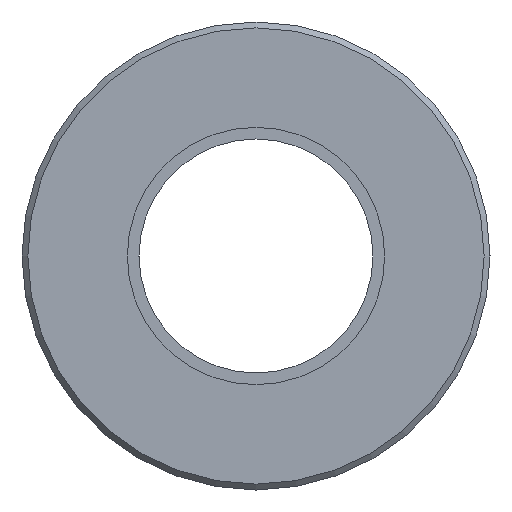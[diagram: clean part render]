
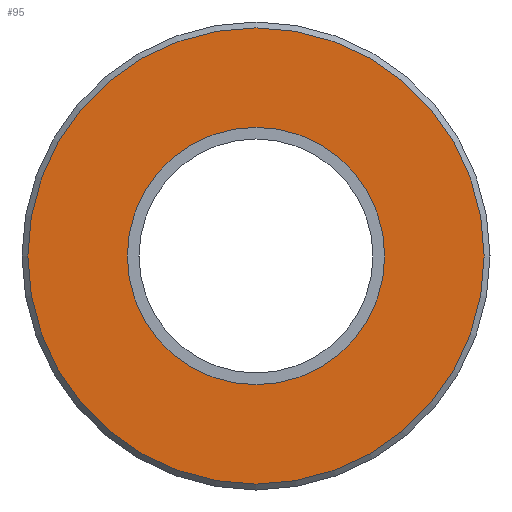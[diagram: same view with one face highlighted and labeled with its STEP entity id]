
A CAD part, left-side view. The second image highlights one B-rep face of the part: STEP entity #95.
In plain terms, the highlighted planar face has unit normal (-1, 0, 0).
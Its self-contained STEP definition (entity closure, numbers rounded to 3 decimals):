
#95 = ADVANCED_FACE( '', ( #196, #197 ), #198, .T. );
#196 = FACE_BOUND( '', #298, .T. );
#197 = FACE_OUTER_BOUND( '', #299, .T. );
#198 = PLANE( '', #300 );
#298 = EDGE_LOOP( '', ( #414 ) );
#299 = EDGE_LOOP( '', ( #415 ) );
#300 = AXIS2_PLACEMENT_3D( '', #416, #417, #418 );
#414 = ORIENTED_EDGE( '', *, *, #500, .T. );
#415 = ORIENTED_EDGE( '', *, *, #502, .F. );
#416 = CARTESIAN_POINT( '', ( 0., 7.8, 0. ) );
#417 = DIRECTION( '', ( -1., 0., 0. ) );
#418 = DIRECTION( '', ( 0., 0., 1. ) );
#500 = EDGE_CURVE( '', #563, #563, #564, .T. );
#502 = EDGE_CURVE( '', #566, #566, #567, .T. );
#563 = VERTEX_POINT( '', #629 );
#564 = CIRCLE( '', #630, 4.4 );
#566 = VERTEX_POINT( '', #632 );
#567 = CIRCLE( '', #633, 7.8 );
#629 = CARTESIAN_POINT( '', ( 0., 0., -4.4 ) );
#630 = AXIS2_PLACEMENT_3D( '', #701, #702, #703 );
#632 = CARTESIAN_POINT( '', ( 0., 0., -7.8 ) );
#633 = AXIS2_PLACEMENT_3D( '', #704, #705, #706 );
#701 = CARTESIAN_POINT( '', ( 0., 0., 0. ) );
#702 = DIRECTION( '', ( 1., 0., 0. ) );
#703 = DIRECTION( '', ( 0., 0., -1. ) );
#704 = CARTESIAN_POINT( '', ( 0., 0., 0. ) );
#705 = DIRECTION( '', ( 1., 0., 0. ) );
#706 = DIRECTION( '', ( 0., 0., -1. ) );
